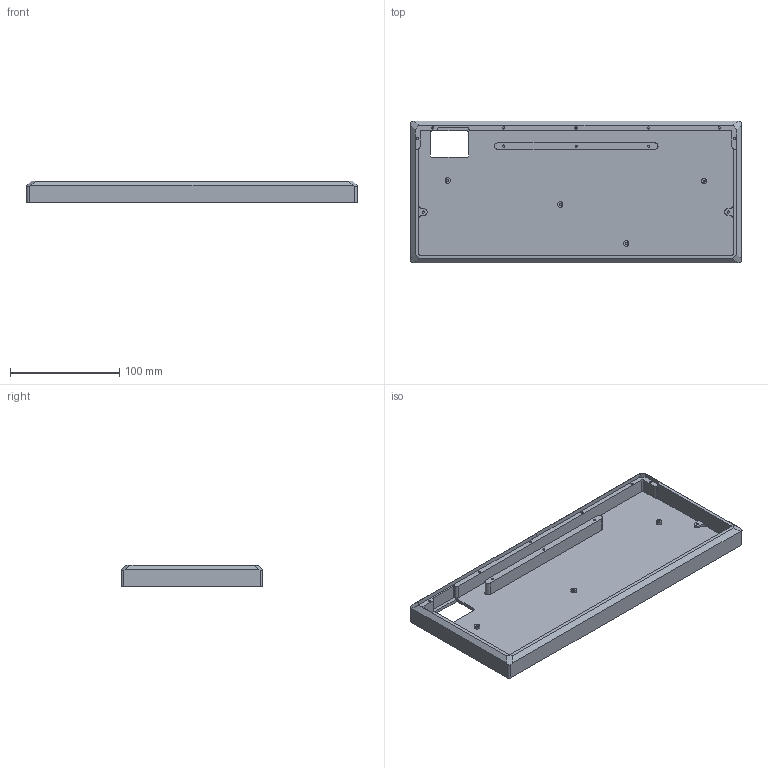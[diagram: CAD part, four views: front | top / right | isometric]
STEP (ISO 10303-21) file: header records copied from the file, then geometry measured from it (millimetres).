
FILE_DESCRIPTION(/* description */ (''),/* implementation_level */ '2;1');
FILE_NAME(/* name */ 'CJ64_Case_Keyboard.step',/* time_stamp */ '2022-06-04T14:56:44-06:00',/* author */ (''),/* organization */ (''),/* preprocessor_version */ 'ST-DEVELOPER v19',/* originating_system */ 'Autodesk Translation Framework v11.7.0.108',/* authorisation */ '');
FILE_SCHEMA (('AUTOMOTIVE_DESIGN { 1 0 10303 214 3 1 1 }'));
Length unit declared in the file: millimetre
Products named in the file (1): CJ64_Final
Bounding box: 303 x 130 x 20.06 mm (x, y, z)
Volume: 221398.9 mm3; surface area: 110862.5 mm2
Topology: 1 solids, 1 shells, 120 faces, 290 edges, 193 vertices
Faces by surface type: plane 66, cylinder 54
Full cylindrical faces by diameter (mm): 2 x16, 5 x4
Entity records: 3578 total; most frequent: DIRECTION 647, CARTESIAN_POINT 604, ORIENTED_EDGE 580, EDGE_CURVE 290, AXIS2_PLACEMENT_3D 236, VERTEX_POINT 193, LINE 175, VECTOR 175
